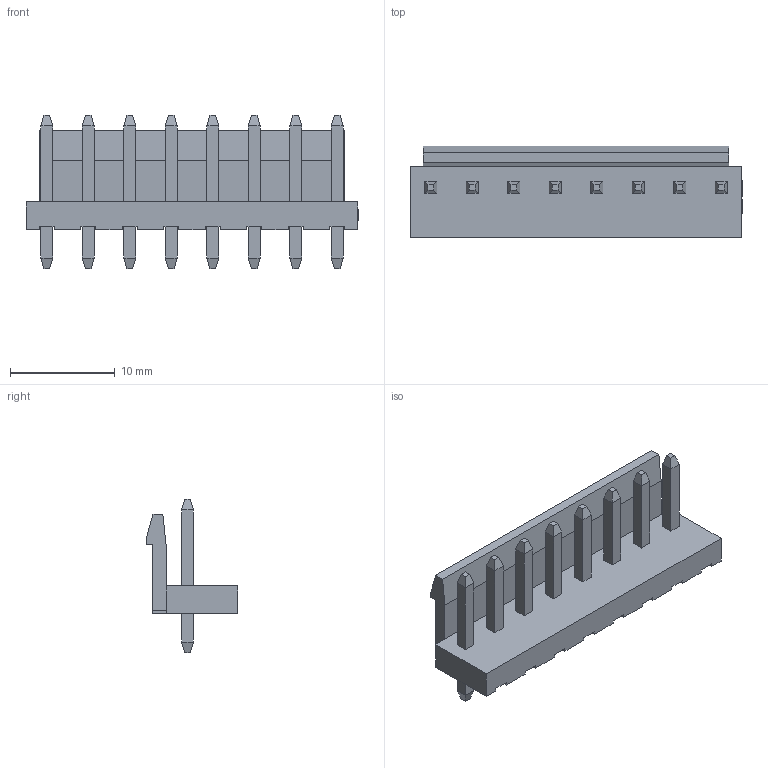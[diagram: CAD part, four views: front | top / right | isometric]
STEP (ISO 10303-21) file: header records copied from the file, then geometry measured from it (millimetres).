
FILE_DESCRIPTION (( 'STEP AP214' ), '1' );
FILE_NAME ('CONN-TH_A3963WV-8P.step', '2022-08-05T10:08:27', ( '' ), ( '' ), 'SwSTEP 2.0', 'SolidWorks 2020', '' );
FILE_SCHEMA (( 'AUTOMOTIVE_DESIGN' ));
Length unit declared in the file: millimetre
Products named in the file (1): CONN-TH_A3963WV-8P
Bounding box: 31.68 x 8.74 x 14.6 mm (x, y, z)
Volume: 1034.7 mm3; surface area: 1597.6 mm2
Topology: 14 solids, 14 shells, 482 faces, 1230 edges, 798 vertices
Faces by surface type: plane 370, bspline 112
Entity records: 20328 total; most frequent: CARTESIAN_POINT 4615, ORIENTED_EDGE 2460, DIRECTION 1744, EDGE_CURVE 1230, LINE 1002, VECTOR 1002, VERTEX_POINT 798, EDGE_LOOP 516
